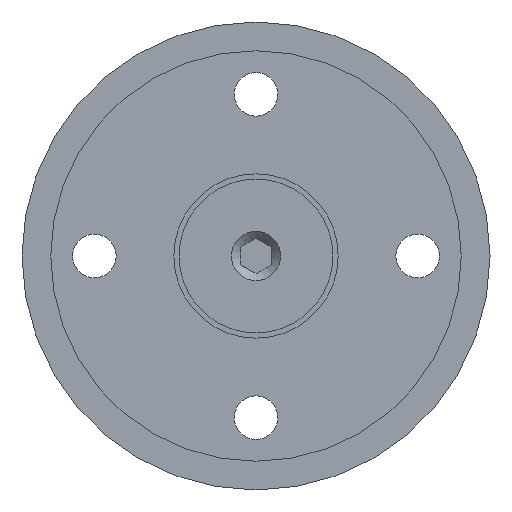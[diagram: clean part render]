
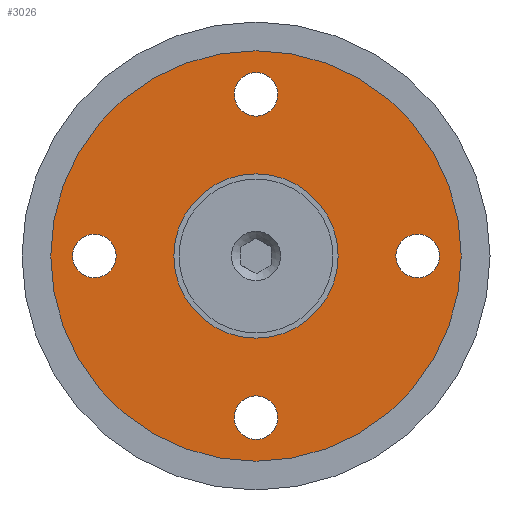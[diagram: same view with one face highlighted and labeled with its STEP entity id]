
A CAD part, front view. The second image highlights one B-rep face of the part: STEP entity #3026.
In plain terms, the highlighted planar face has unit normal (0, -1, 0).
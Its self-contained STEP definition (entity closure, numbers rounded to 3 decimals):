
#176=FACE_BOUND('',#753,.T.);
#177=FACE_BOUND('',#754,.T.);
#178=FACE_BOUND('',#755,.T.);
#179=FACE_BOUND('',#756,.T.);
#180=FACE_BOUND('',#757,.T.);
#262=PLANE('',#3317);
#551=FACE_OUTER_BOUND('',#752,.T.);
#752=EDGE_LOOP('',(#2819));
#753=EDGE_LOOP('',(#2820));
#754=EDGE_LOOP('',(#2821));
#755=EDGE_LOOP('',(#2822));
#756=EDGE_LOOP('',(#2823));
#757=EDGE_LOOP('',(#2824));
#1271=CIRCLE('',#3275,12.7);
#1272=CIRCLE('',#3277,31.75);
#1291=CIRCLE('',#3306,3.366);
#1293=CIRCLE('',#3309,3.366);
#1295=CIRCLE('',#3312,3.366);
#1297=CIRCLE('',#3315,3.366);
#1608=VERTEX_POINT('',#5527);
#1609=VERTEX_POINT('',#5531);
#1628=VERTEX_POINT('',#5589);
#1630=VERTEX_POINT('',#5595);
#1632=VERTEX_POINT('',#5601);
#1634=VERTEX_POINT('',#5607);
#2000=EDGE_CURVE('',#1608,#1608,#1271,.T.);
#2001=EDGE_CURVE('',#1609,#1609,#1272,.T.);
#2030=EDGE_CURVE('',#1628,#1628,#1291,.T.);
#2033=EDGE_CURVE('',#1630,#1630,#1293,.T.);
#2036=EDGE_CURVE('',#1632,#1632,#1295,.T.);
#2039=EDGE_CURVE('',#1634,#1634,#1297,.T.);
#2819=ORIENTED_EDGE('',*,*,#2001,.T.);
#2820=ORIENTED_EDGE('',*,*,#2000,.F.);
#2821=ORIENTED_EDGE('',*,*,#2039,.T.);
#2822=ORIENTED_EDGE('',*,*,#2036,.T.);
#2823=ORIENTED_EDGE('',*,*,#2033,.T.);
#2824=ORIENTED_EDGE('',*,*,#2030,.T.);
#3026=ADVANCED_FACE('',(#551,#176,#177,#178,#179,#180),#262,.T.);
#3275=AXIS2_PLACEMENT_3D('',#5529,#3919,#3920);
#3277=AXIS2_PLACEMENT_3D('',#5532,#3923,#3924);
#3306=AXIS2_PLACEMENT_3D('',#5590,#3991,#3992);
#3309=AXIS2_PLACEMENT_3D('',#5596,#3998,#3999);
#3312=AXIS2_PLACEMENT_3D('',#5602,#4005,#4006);
#3315=AXIS2_PLACEMENT_3D('',#5608,#4012,#4013);
#3317=AXIS2_PLACEMENT_3D('',#5612,#4017,#4018);
#3919=DIRECTION('center_axis',(0.,-1.,0.));
#3920=DIRECTION('ref_axis',(0.,0.,-1.));
#3923=DIRECTION('center_axis',(0.,-1.,0.));
#3924=DIRECTION('ref_axis',(0.,0.,-1.));
#3991=DIRECTION('center_axis',(0.,1.,0.));
#3992=DIRECTION('ref_axis',(0.,0.,-1.));
#3998=DIRECTION('center_axis',(0.,1.,0.));
#3999=DIRECTION('ref_axis',(0.,0.,-1.));
#4005=DIRECTION('center_axis',(0.,1.,0.));
#4006=DIRECTION('ref_axis',(0.,0.,-1.));
#4012=DIRECTION('center_axis',(0.,1.,0.));
#4013=DIRECTION('ref_axis',(0.,0.,-1.));
#4017=DIRECTION('center_axis',(0.,-1.,0.));
#4018=DIRECTION('ref_axis',(0.,0.,-1.));
#5527=CARTESIAN_POINT('',(-19.26,-101.557,17.398));
#5529=CARTESIAN_POINT('Origin',(-19.26,-101.557,4.698));
#5531=CARTESIAN_POINT('',(-19.26,-101.557,36.448));
#5532=CARTESIAN_POINT('Origin',(-19.26,-101.557,4.698));
#5589=CARTESIAN_POINT('',(-19.26,-101.557,-23.667));
#5590=CARTESIAN_POINT('Origin',(-19.26,-101.557,-20.302));
#5595=CARTESIAN_POINT('',(5.74,-101.557,1.333));
#5596=CARTESIAN_POINT('Origin',(5.74,-101.557,4.698));
#5601=CARTESIAN_POINT('',(-44.26,-101.557,1.333));
#5602=CARTESIAN_POINT('Origin',(-44.26,-101.557,4.698));
#5607=CARTESIAN_POINT('',(-19.26,-101.557,26.333));
#5608=CARTESIAN_POINT('Origin',(-19.26,-101.557,29.698));
#5612=CARTESIAN_POINT('Origin',(-19.26,-101.557,4.698));
